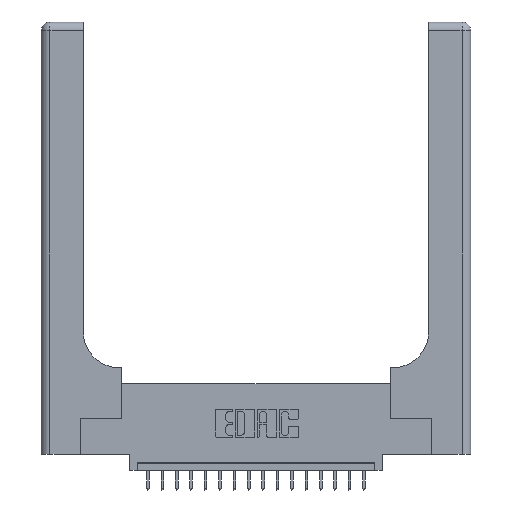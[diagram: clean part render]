
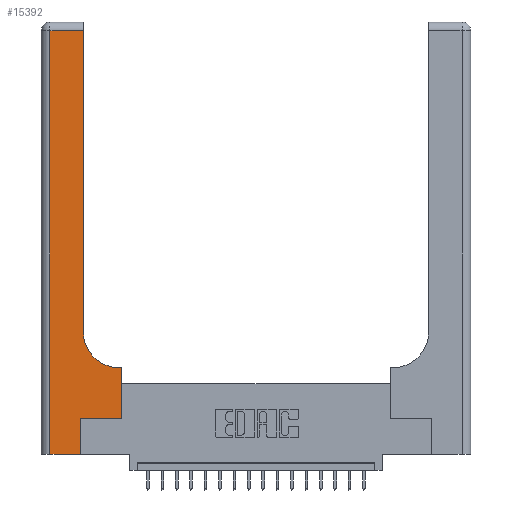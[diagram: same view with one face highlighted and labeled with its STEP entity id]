
A CAD part, top view. The second image highlights one B-rep face of the part: STEP entity #15392.
In plain terms, the highlighted planar face has unit normal (0, 0, 1).
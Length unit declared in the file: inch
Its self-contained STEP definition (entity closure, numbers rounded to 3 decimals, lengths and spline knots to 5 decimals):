
#29 = ORIENTED_EDGE ( 'NONE', *, *, #10490, .T. ) ;
#212 = CARTESIAN_POINT ( 'NONE',  ( 0.06, 3., 0.37 ) ) ;
#348 = EDGE_CURVE ( 'NONE', #13593, #3442, #15291, .T. ) ;
#419 = EDGE_CURVE ( 'NONE', #12691, #1374, #7923, .T. ) ;
#754 = EDGE_CURVE ( 'NONE', #1374, #12464, #7782, .T. ) ;
#1133 = VECTOR ( 'NONE', #16613, 39.37008 ) ;
#1374 = VERTEX_POINT ( 'NONE', #6652 ) ;
#2098 = ORIENTED_EDGE ( 'NONE', *, *, #754, .T. ) ;
#2202 = LINE ( 'NONE', #16814, #1133 ) ;
#2444 = FACE_OUTER_BOUND ( 'NONE', #14163, .T. ) ;
#3092 = CARTESIAN_POINT ( 'NONE',  ( 0.269, 0.25, 0.37 ) ) ;
#3442 = VERTEX_POINT ( 'NONE', #6110 ) ;
#3593 = EDGE_CURVE ( 'NONE', #5029, #13360, #18945, .T. ) ;
#4176 = CARTESIAN_POINT ( 'NONE',  ( 0.269, 0., 0.37 ) ) ;
#4589 = VERTEX_POINT ( 'NONE', #3092 ) ;
#4625 = EDGE_CURVE ( 'NONE', #3442, #12691, #17570, .T. ) ;
#5029 = VERTEX_POINT ( 'NONE', #17459 ) ;
#6025 = CARTESIAN_POINT ( 'NONE',  ( 0.2915, 0.85, 0.37 ) ) ;
#6110 = CARTESIAN_POINT ( 'NONE',  ( 0.5415, 0.6, 0.37 ) ) ;
#6652 = CARTESIAN_POINT ( 'NONE',  ( 0.2915, 2.94, 0.37 ) ) ;
#7067 = ORIENTED_EDGE ( 'NONE', *, *, #12152, .T. ) ;
#7091 = CARTESIAN_POINT ( 'NONE',  ( 0.2915, 0.6, 0.37 ) ) ;
#7651 = AXIS2_PLACEMENT_3D ( 'NONE', #8890, #19916, #14966 ) ;
#7782 = LINE ( 'NONE', #12571, #11327 ) ;
#7923 = LINE ( 'NONE', #10914, #12662 ) ;
#8240 = LINE ( 'NONE', #212, #10127 ) ;
#8438 = AXIS2_PLACEMENT_3D ( 'NONE', #18018, #10291, #19924 ) ;
#8768 = CARTESIAN_POINT ( 'NONE',  ( 0.269, 0., 0.37 ) ) ;
#8890 = CARTESIAN_POINT ( 'NONE',  ( 0., 3., 0.37 ) ) ;
#9141 = CARTESIAN_POINT ( 'NONE',  ( 0.06, 2.94, 0.37 ) ) ;
#10127 = VECTOR ( 'NONE', #16746, 39.37008 ) ;
#10248 = ORIENTED_EDGE ( 'NONE', *, *, #15873, .T. ) ;
#10291 = DIRECTION ( 'NONE',  ( 0., 0., -1. ) ) ;
#10361 = LINE ( 'NONE', #8768, #12368 ) ;
#10490 = EDGE_CURVE ( 'NONE', #10762, #13593, #2202, .T. ) ;
#10762 = VERTEX_POINT ( 'NONE', #12923 ) ;
#10914 = CARTESIAN_POINT ( 'NONE',  ( 0.2915, 3., 0.37 ) ) ;
#11047 = LINE ( 'NONE', #15936, #15407 ) ;
#11321 = CARTESIAN_POINT ( 'NONE',  ( 0., 0., 0.37 ) ) ;
#11327 = VECTOR ( 'NONE', #20436, 39.37008 ) ;
#12152 = EDGE_CURVE ( 'NONE', #4589, #10762, #11047, .T. ) ;
#12216 = ORIENTED_EDGE ( 'NONE', *, *, #20126, .T. ) ;
#12368 = VECTOR ( 'NONE', #18500, 39.37008 ) ;
#12464 = VERTEX_POINT ( 'NONE', #9141 ) ;
#12571 = CARTESIAN_POINT ( 'NONE',  ( 0., 2.94, 0.37 ) ) ;
#12662 = VECTOR ( 'NONE', #15599, 39.37008 ) ;
#12691 = VERTEX_POINT ( 'NONE', #6025 ) ;
#12923 = CARTESIAN_POINT ( 'NONE',  ( 0.5585, 0.25, 0.37 ) ) ;
#13350 = VECTOR ( 'NONE', #18326, 39.37008 ) ;
#13360 = VERTEX_POINT ( 'NONE', #4176 ) ;
#13402 = ORIENTED_EDGE ( 'NONE', *, *, #3593, .T. ) ;
#13460 = PLANE ( 'NONE',  #7651 ) ;
#13593 = VERTEX_POINT ( 'NONE', #15739 ) ;
#14031 = DIRECTION ( 'NONE',  ( 1., 0., 0. ) ) ;
#14163 = EDGE_LOOP ( 'NONE', ( #15339, #2098, #12216, #13402, #10248, #7067, #29, #15224, #15057 ) ) ;
#14966 = DIRECTION ( 'NONE',  ( -1., 0., 0. ) ) ;
#15057 = ORIENTED_EDGE ( 'NONE', *, *, #4625, .T. ) ;
#15224 = ORIENTED_EDGE ( 'NONE', *, *, #348, .T. ) ;
#15291 = LINE ( 'NONE', #7091, #13350 ) ;
#15339 = ORIENTED_EDGE ( 'NONE', *, *, #419, .T. ) ;
#15392 = ADVANCED_FACE ( 'NONE', ( #2444 ), #13460, .F. ) ;
#15407 = VECTOR ( 'NONE', #14031, 39.37008 ) ;
#15599 = DIRECTION ( 'NONE',  ( 0., 1., 0. ) ) ;
#15739 = CARTESIAN_POINT ( 'NONE',  ( 0.5585, 0.6, 0.37 ) ) ;
#15873 = EDGE_CURVE ( 'NONE', #13360, #4589, #10361, .T. ) ;
#15936 = CARTESIAN_POINT ( 'NONE',  ( 0.269, 0.25, 0.37 ) ) ;
#16000 = DIRECTION ( 'NONE',  ( 1., 0., 0. ) ) ;
#16613 = DIRECTION ( 'NONE',  ( 0., 1., 0. ) ) ;
#16746 = DIRECTION ( 'NONE',  ( 0., -1., 0. ) ) ;
#16814 = CARTESIAN_POINT ( 'NONE',  ( 0.5585, 0.25, 0.37 ) ) ;
#17459 = CARTESIAN_POINT ( 'NONE',  ( 0.06, 0., 0.37 ) ) ;
#17570 = CIRCLE ( 'NONE', #8438, 0.25 ) ;
#18018 = CARTESIAN_POINT ( 'NONE',  ( 0.5415, 0.85, 0.37 ) ) ;
#18326 = DIRECTION ( 'NONE',  ( -1., 0., 0. ) ) ;
#18500 = DIRECTION ( 'NONE',  ( 0., 1., 0. ) ) ;
#18945 = LINE ( 'NONE', #11321, #19574 ) ;
#19574 = VECTOR ( 'NONE', #16000, 39.37008 ) ;
#19916 = DIRECTION ( 'NONE',  ( 0., 0., -1. ) ) ;
#19924 = DIRECTION ( 'NONE',  ( 1., 0., 0. ) ) ;
#20126 = EDGE_CURVE ( 'NONE', #12464, #5029, #8240, .T. ) ;
#20436 = DIRECTION ( 'NONE',  ( -1., 0., 0. ) ) ;
